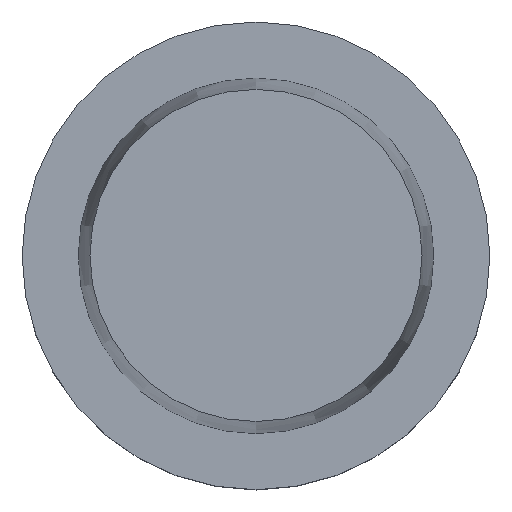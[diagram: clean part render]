
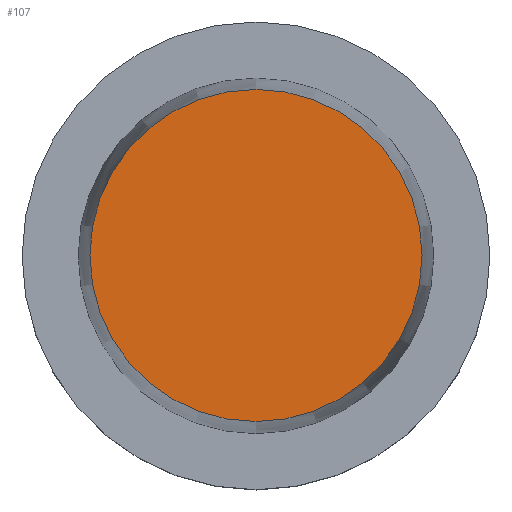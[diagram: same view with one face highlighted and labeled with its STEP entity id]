
A CAD part, top view. The second image highlights one B-rep face of the part: STEP entity #107.
In plain terms, the highlighted planar face has unit normal (0, 0, 1).
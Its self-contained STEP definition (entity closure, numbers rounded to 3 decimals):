
#107=ADVANCED_FACE('Unnamed[1]',(#260),#261,.T.);
#129=EDGE_CURVE('Unnamed[1]',#295,#295,#296,.T.);
#260=FACE_OUTER_BOUND('',#463,.T.);
#261=PLANE('',#464);
#295=VERTEX_POINT('',#507);
#296=CIRCLE('',#508,35.5);
#463=EDGE_LOOP('',(#683));
#464=AXIS2_PLACEMENT_3D('',#684,#685,#686);
#507=CARTESIAN_POINT('',(0.,35.5,50.0));
#508=AXIS2_PLACEMENT_3D('',#723,#724,#725);
#683=ORIENTED_EDGE('',*,*,#129,.F.);
#684=CARTESIAN_POINT('',(0.,17.75,50.0));
#685=DIRECTION('',(0.,0.,1.0));
#686=DIRECTION('',(0.,-1.0,0.));
#723=CARTESIAN_POINT('',(0.,0.,50.0));
#724=DIRECTION('',(0.,0.,-1.0));
#725=DIRECTION('',(0.,1.0,0.));
